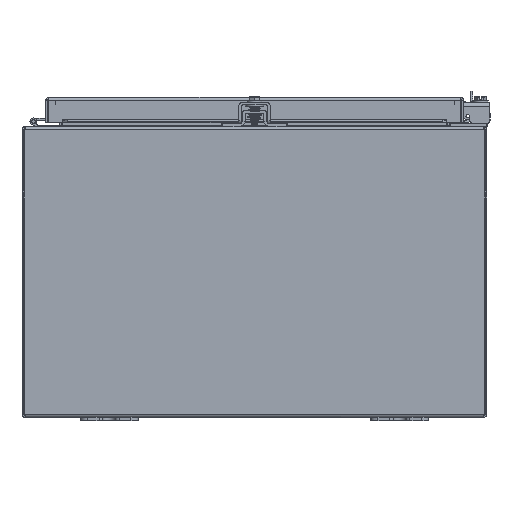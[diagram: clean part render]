
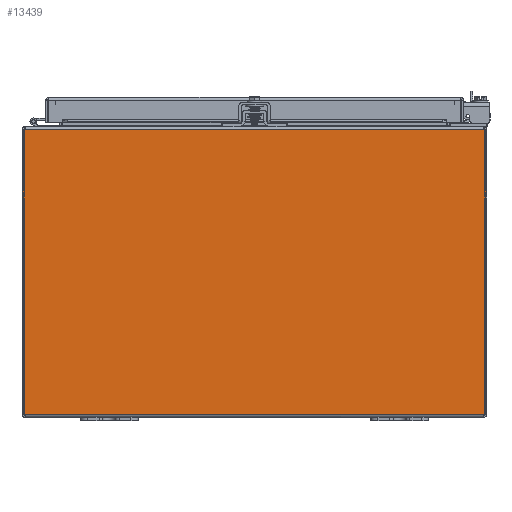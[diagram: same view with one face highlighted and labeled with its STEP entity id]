
A CAD part, front view. The second image highlights one B-rep face of the part: STEP entity #13439.
In plain terms, the highlighted planar face has unit normal (0, -1, 0).
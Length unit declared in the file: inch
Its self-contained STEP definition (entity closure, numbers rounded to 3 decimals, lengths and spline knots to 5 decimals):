
#1143=PLANE('',#14634);
#1667=FACE_OUTER_BOUND('',#2422,.T.);
#2422=EDGE_LOOP('',(#10037,#10038,#10039,#10040,#10041,#10042,#10043,#10044));
#3252=LINE('',#20406,#4582);
#3270=LINE('',#20515,#4600);
#3286=LINE('',#20548,#4616);
#3289=LINE('',#20554,#4619);
#3333=LINE('',#20840,#4663);
#3334=LINE('',#20842,#4664);
#4582=VECTOR('',#16191,0.3937);
#4600=VECTOR('',#16233,0.3937);
#4616=VECTOR('',#16261,0.3937);
#4619=VECTOR('',#16266,0.05493);
#4663=VECTOR('',#16368,0.3937);
#4664=VECTOR('',#16369,0.3937);
#5750=CIRCLE('',#14632,0.07);
#5752=CIRCLE('',#14635,0.07);
#6317=VERTEX_POINT('',#20400);
#6318=VERTEX_POINT('',#20404);
#6329=VERTEX_POINT('',#20513);
#6340=VERTEX_POINT('',#20547);
#6342=VERTEX_POINT('',#20553);
#6381=VERTEX_POINT('',#20832);
#6382=VERTEX_POINT('',#20834);
#6384=VERTEX_POINT('',#20841);
#7681=EDGE_CURVE('',#6317,#6318,#3252,.T.);
#7703=EDGE_CURVE('',#6318,#6329,#3270,.T.);
#7719=EDGE_CURVE('',#6340,#6317,#3286,.T.);
#7722=EDGE_CURVE('',#6340,#6342,#3289,.T.);
#7783=EDGE_CURVE('',#6382,#6381,#5750,.T.);
#7786=EDGE_CURVE('',#6382,#6329,#3333,.T.);
#7787=EDGE_CURVE('',#6381,#6384,#3334,.T.);
#7788=EDGE_CURVE('',#6384,#6342,#5752,.T.);
#10037=ORIENTED_EDGE('',*,*,#7719,.T.);
#10038=ORIENTED_EDGE('',*,*,#7681,.T.);
#10039=ORIENTED_EDGE('',*,*,#7703,.T.);
#10040=ORIENTED_EDGE('',*,*,#7786,.F.);
#10041=ORIENTED_EDGE('',*,*,#7783,.T.);
#10042=ORIENTED_EDGE('',*,*,#7787,.T.);
#10043=ORIENTED_EDGE('',*,*,#7788,.T.);
#10044=ORIENTED_EDGE('',*,*,#7722,.F.);
#13439=ADVANCED_FACE('',(#1667),#1143,.F.);
#14632=AXIS2_PLACEMENT_3D('',#20835,#16361,#16362);
#14634=AXIS2_PLACEMENT_3D('',#20839,#16366,#16367);
#14635=AXIS2_PLACEMENT_3D('',#20843,#16370,#16371);
#16191=DIRECTION('',(-1.,0.,0.));
#16233=DIRECTION('',(-1.,0.,0.));
#16261=DIRECTION('',(-1.,0.,0.));
#16266=DIRECTION('',(0.,0.,-1.));
#16361=DIRECTION('center_axis',(0.,1.,0.));
#16362=DIRECTION('ref_axis',(1.,0.,0.));
#16366=DIRECTION('center_axis',(0.,1.,0.));
#16367=DIRECTION('ref_axis',(1.,0.,0.));
#16368=DIRECTION('',(0.,0.,1.));
#16369=DIRECTION('',(1.,0.,0.));
#16370=DIRECTION('center_axis',(0.,1.,0.));
#16371=DIRECTION('ref_axis',(1.,0.,0.));
#20400=CARTESIAN_POINT('',(7.91495,-10.,9.89475));
#20404=CARTESIAN_POINT('',(-7.91495,-10.,9.89475));
#20406=CARTESIAN_POINT('',(3.9815,-10.,9.89475));
#20513=CARTESIAN_POINT('',(-7.963,-10.,9.89475));
#20515=CARTESIAN_POINT('',(3.9815,-10.,9.89475));
#20547=CARTESIAN_POINT('',(7.963,-10.,9.89475));
#20548=CARTESIAN_POINT('',(3.9815,-10.,9.89475));
#20553=CARTESIAN_POINT('',(7.963,-10.,0.12745));
#20554=CARTESIAN_POINT('',(7.963,-10.,-0.06732));
#20832=CARTESIAN_POINT('',(-7.88277,-10.,0.10525));
#20834=CARTESIAN_POINT('',(-7.963,-10.,0.12745));
#20835=CARTESIAN_POINT('Origin',(-7.93789,-10.,0.06211));
#20839=CARTESIAN_POINT('Origin',(0.,-10.,5.00948));
#20840=CARTESIAN_POINT('',(-7.963,-10.,0.10525));
#20841=CARTESIAN_POINT('',(7.88277,-10.,0.10525));
#20842=CARTESIAN_POINT('',(0.,-10.,0.10525));
#20843=CARTESIAN_POINT('Origin',(7.93789,-10.,0.06211));
